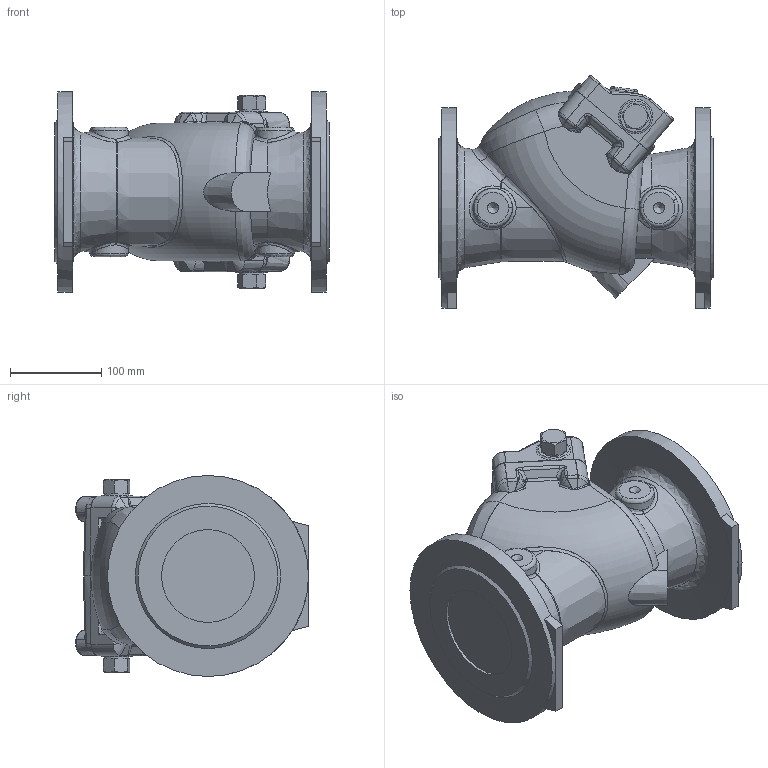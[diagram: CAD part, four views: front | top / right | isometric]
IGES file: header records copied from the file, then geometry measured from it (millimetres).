
Start section: SolidWorks IGES file using analytic representation for surfaces
Global section: file name: O_41_61_DN100_AA0_igs.igs; native system: SolidWorks 2012; preprocessor: SolidWorks 2012; author: pbm; date: 160926.083008; units: millimetre
Bounding box: 300 x 254.97 x 220 mm (x, y, z)
Surface area: 325783.9 mm2 (no closed solid volume)
Topology: 0 solids, 0 shells, 394 faces, 2134 edges, 2090 vertices
Faces by surface type: bspline 232, revolution 162
